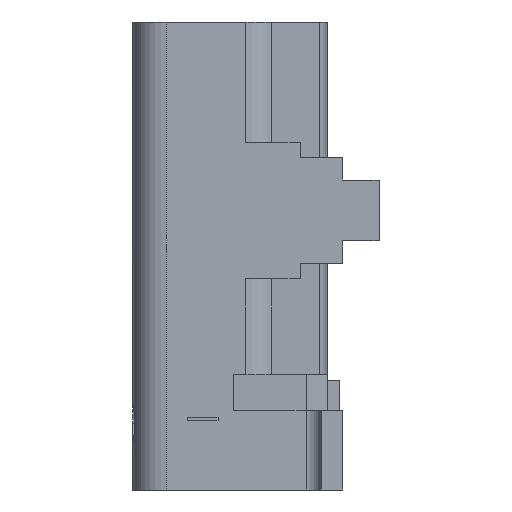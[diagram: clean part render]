
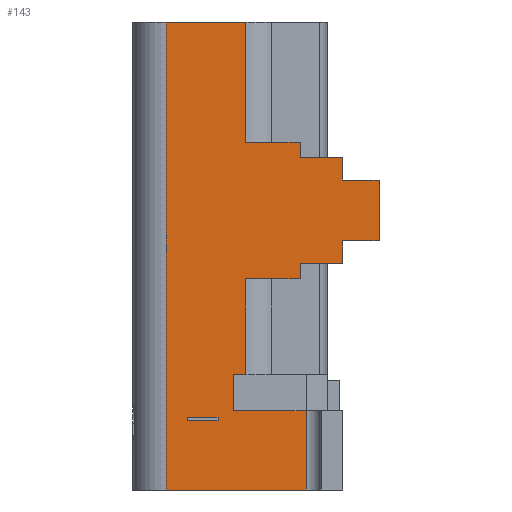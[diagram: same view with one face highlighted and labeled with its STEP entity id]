
A CAD part, left-side view. The second image highlights one B-rep face of the part: STEP entity #143.
In plain terms, the highlighted planar face has unit normal (-1, 0, 0).
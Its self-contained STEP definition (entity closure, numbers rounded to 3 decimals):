
#143=ADVANCED_FACE('',(#876,#877),#878,.T.);
#876=FACE_OUTER_BOUND('',#2240,.T.);
#877=FACE_BOUND('',#2241,.T.);
#878=PLANE('',#2242);
#2240=EDGE_LOOP('',(#4538,#4539,#4540,#4541,#4542,#4543,#4544,#4545,#4546,#4547,#4548,#4549,#4550,#4551,#4552,#4553,#4554,#4555,#4556,#4557));
#2241=EDGE_LOOP('',(#4558,#4559,#4560,#4561));
#2242=AXIS2_PLACEMENT_3D('',#4562,#4563,#4564);
#4538=ORIENTED_EDGE('',*,*,#9982,.F.);
#4539=ORIENTED_EDGE('',*,*,#9983,.F.);
#4540=ORIENTED_EDGE('',*,*,#9984,.F.);
#4541=ORIENTED_EDGE('',*,*,#9985,.F.);
#4542=ORIENTED_EDGE('',*,*,#9986,.F.);
#4543=ORIENTED_EDGE('',*,*,#9987,.F.);
#4544=ORIENTED_EDGE('',*,*,#9988,.F.);
#4545=ORIENTED_EDGE('',*,*,#9989,.F.);
#4546=ORIENTED_EDGE('',*,*,#9990,.F.);
#4547=ORIENTED_EDGE('',*,*,#9991,.F.);
#4548=ORIENTED_EDGE('',*,*,#9992,.F.);
#4549=ORIENTED_EDGE('',*,*,#9993,.F.);
#4550=ORIENTED_EDGE('',*,*,#9994,.F.);
#4551=ORIENTED_EDGE('',*,*,#9995,.F.);
#4552=ORIENTED_EDGE('',*,*,#9556,.F.);
#4553=ORIENTED_EDGE('',*,*,#9582,.T.);
#4554=ORIENTED_EDGE('',*,*,#9671,.F.);
#4555=ORIENTED_EDGE('',*,*,#9981,.T.);
#4556=ORIENTED_EDGE('',*,*,#9996,.F.);
#4557=ORIENTED_EDGE('',*,*,#9997,.T.);
#4558=ORIENTED_EDGE('',*,*,#9998,.T.);
#4559=ORIENTED_EDGE('',*,*,#9999,.F.);
#4560=ORIENTED_EDGE('',*,*,#10000,.T.);
#4561=ORIENTED_EDGE('',*,*,#10001,.T.);
#4562=CARTESIAN_POINT('',(-5.6,1.05,0.0));
#4563=DIRECTION('',(-1.0,0.0,0.0));
#4564=DIRECTION('',(0.0,0.0,1.0));
#9556=EDGE_CURVE('',#11496,#11497,#11498,.T.);
#9582=EDGE_CURVE('',#11496,#11547,#11549,.T.);
#9671=EDGE_CURVE('',#11715,#11547,#11717,.T.);
#9981=EDGE_CURVE('',#11715,#12278,#12280,.T.);
#9982=EDGE_CURVE('',#12281,#12282,#12283,.T.);
#9983=EDGE_CURVE('',#12284,#12281,#12285,.T.);
#9984=EDGE_CURVE('',#12286,#12284,#12287,.T.);
#9985=EDGE_CURVE('',#12288,#12286,#12289,.T.);
#9986=EDGE_CURVE('',#12290,#12288,#12291,.T.);
#9987=EDGE_CURVE('',#12292,#12290,#12293,.T.);
#9988=EDGE_CURVE('',#12294,#12292,#12295,.T.);
#9989=EDGE_CURVE('',#12296,#12294,#12297,.T.);
#9990=EDGE_CURVE('',#12298,#12296,#12299,.T.);
#9991=EDGE_CURVE('',#12300,#12298,#12301,.T.);
#9992=EDGE_CURVE('',#12302,#12300,#12303,.T.);
#9993=EDGE_CURVE('',#12304,#12302,#12305,.T.);
#9994=EDGE_CURVE('',#12306,#12304,#12307,.T.);
#9995=EDGE_CURVE('',#11497,#12306,#12308,.T.);
#9996=EDGE_CURVE('',#12309,#12278,#12310,.T.);
#9997=EDGE_CURVE('',#12309,#12282,#12311,.T.);
#9998=EDGE_CURVE('',#12312,#12313,#12314,.T.);
#9999=EDGE_CURVE('',#12315,#12313,#12316,.T.);
#10000=EDGE_CURVE('',#12315,#12317,#12318,.T.);
#10001=EDGE_CURVE('',#12317,#12312,#12319,.T.);
#11496=VERTEX_POINT('',#14721);
#11497=VERTEX_POINT('',#14722);
#11498=LINE('',#14723,#14724);
#11547=VERTEX_POINT('',#14785);
#11549=LINE('',#14787,#14788);
#11715=VERTEX_POINT('',#15041);
#11717=LINE('',#15043,#15044);
#12278=VERTEX_POINT('',#15961);
#12280=LINE('',#15963,#15964);
#12281=VERTEX_POINT('',#15965);
#12282=VERTEX_POINT('',#15966);
#12283=LINE('',#15967,#15968);
#12284=VERTEX_POINT('',#15969);
#12285=LINE('',#15970,#15971);
#12286=VERTEX_POINT('',#15972);
#12287=LINE('',#15973,#15974);
#12288=VERTEX_POINT('',#15975);
#12289=LINE('',#15976,#15977);
#12290=VERTEX_POINT('',#15978);
#12291=LINE('',#15979,#15980);
#12292=VERTEX_POINT('',#15981);
#12293=LINE('',#15982,#15983);
#12294=VERTEX_POINT('',#15984);
#12295=LINE('',#15985,#15986);
#12296=VERTEX_POINT('',#15987);
#12297=LINE('',#15988,#15989);
#12298=VERTEX_POINT('',#15990);
#12299=LINE('',#15991,#15992);
#12300=VERTEX_POINT('',#15993);
#12301=LINE('',#15994,#15995);
#12302=VERTEX_POINT('',#15996);
#12303=LINE('',#15997,#15998);
#12304=VERTEX_POINT('',#15999);
#12305=LINE('',#16000,#16001);
#12306=VERTEX_POINT('',#16002);
#12307=LINE('',#16003,#16004);
#12308=LINE('',#16005,#16006);
#12309=VERTEX_POINT('',#16007);
#12310=LINE('',#16008,#16009);
#12311=LINE('',#16010,#16011);
#12312=VERTEX_POINT('',#16012);
#12313=VERTEX_POINT('',#16013);
#12314=LINE('',#16014,#16015);
#12315=VERTEX_POINT('',#16016);
#12316=LINE('',#16017,#16018);
#12317=VERTEX_POINT('',#16019);
#12318=LINE('',#16020,#16021);
#12319=LINE('',#16022,#16023);
#14721=CARTESIAN_POINT('',(-5.6,1.05,0.0));
#14722=CARTESIAN_POINT('',(-5.6,-0.257,0.0));
#14723=CARTESIAN_POINT('',(-5.6,1.05,0.0));
#14724=VECTOR('',#19772,1.307);
#14785=CARTESIAN_POINT('',(-5.6,1.05,-7.7));
#14787=CARTESIAN_POINT('',(-5.6,1.05,0.0));
#14788=VECTOR('',#19824,7.7);
#15041=CARTESIAN_POINT('',(-5.6,-1.25,-7.7));
#15043=CARTESIAN_POINT('',(-5.6,-1.25,-7.7));
#15044=VECTOR('',#19958,2.3);
#15961=CARTESIAN_POINT('',(-5.6,-1.25,-6.4));
#15963=CARTESIAN_POINT('',(-5.6,-1.25,-7.7));
#15964=VECTOR('',#20315,1.3);
#15965=CARTESIAN_POINT('',(-5.6,-0.257,-5.8));
#15966=CARTESIAN_POINT('',(-5.6,-0.05,-5.8));
#15967=CARTESIAN_POINT('',(-5.6,-0.257,-5.8));
#15968=VECTOR('',#20316,0.207);
#15969=CARTESIAN_POINT('',(-5.6,-0.257,-4.225));
#15970=CARTESIAN_POINT('',(-5.6,-0.257,-4.225));
#15971=VECTOR('',#20317,1.575);
#15972=CARTESIAN_POINT('',(-5.6,-1.15,-4.225));
#15973=CARTESIAN_POINT('',(-5.6,-1.15,-4.225));
#15974=VECTOR('',#20318,0.893);
#15975=CARTESIAN_POINT('',(-5.6,-1.15,-3.975));
#15976=CARTESIAN_POINT('',(-5.6,-1.15,-3.975));
#15977=VECTOR('',#20319,0.25);
#15978=CARTESIAN_POINT('',(-5.6,-1.85,-3.975));
#15979=CARTESIAN_POINT('',(-5.6,-1.85,-3.975));
#15980=VECTOR('',#20320,0.7);
#15981=CARTESIAN_POINT('',(-5.6,-1.85,-3.6));
#15982=CARTESIAN_POINT('',(-5.6,-1.85,-3.6));
#15983=VECTOR('',#20321,0.375);
#15984=CARTESIAN_POINT('',(-5.6,-2.45,-3.6));
#15985=CARTESIAN_POINT('',(-5.6,-2.45,-3.6));
#15986=VECTOR('',#20322,0.6);
#15987=CARTESIAN_POINT('',(-5.6,-2.45,-2.6));
#15988=CARTESIAN_POINT('',(-5.6,-2.45,-2.6));
#15989=VECTOR('',#20323,1.0);
#15990=CARTESIAN_POINT('',(-5.6,-1.85,-2.6));
#15991=CARTESIAN_POINT('',(-5.6,-1.85,-2.6));
#15992=VECTOR('',#20324,0.6);
#15993=CARTESIAN_POINT('',(-5.6,-1.85,-2.225));
#15994=CARTESIAN_POINT('',(-5.6,-1.85,-2.225));
#15995=VECTOR('',#20325,0.375);
#15996=CARTESIAN_POINT('',(-5.6,-1.15,-2.225));
#15997=CARTESIAN_POINT('',(-5.6,-1.15,-2.225));
#15998=VECTOR('',#20326,0.7);
#15999=CARTESIAN_POINT('',(-5.6,-1.15,-1.975));
#16000=CARTESIAN_POINT('',(-5.6,-1.15,-1.975));
#16001=VECTOR('',#20327,0.25);
#16002=CARTESIAN_POINT('',(-5.6,-0.257,-1.975));
#16003=CARTESIAN_POINT('',(-5.6,-0.257,-1.975));
#16004=VECTOR('',#20328,0.893);
#16005=CARTESIAN_POINT('',(-5.6,-0.257,0.0));
#16006=VECTOR('',#20329,1.975);
#16007=CARTESIAN_POINT('',(-5.6,-0.05,-6.4));
#16008=CARTESIAN_POINT('',(-5.6,-0.05,-6.4));
#16009=VECTOR('',#20330,1.2);
#16010=CARTESIAN_POINT('',(-5.6,-0.05,-6.4));
#16011=VECTOR('',#20331,0.6);
#16012=CARTESIAN_POINT('',(-5.6,0.7,-6.5));
#16013=CARTESIAN_POINT('',(-5.6,0.2,-6.5));
#16014=CARTESIAN_POINT('',(-5.6,0.7,-6.5));
#16015=VECTOR('',#20332,0.5);
#16016=CARTESIAN_POINT('',(-5.6,0.2,-6.55));
#16017=CARTESIAN_POINT('',(-5.6,0.2,-6.55));
#16018=VECTOR('',#20333,0.05);
#16019=CARTESIAN_POINT('',(-5.6,0.7,-6.55));
#16020=CARTESIAN_POINT('',(-5.6,0.2,-6.55));
#16021=VECTOR('',#20334,0.5);
#16022=CARTESIAN_POINT('',(-5.6,0.7,-6.55));
#16023=VECTOR('',#20335,0.05);
#19772=DIRECTION('',(0.0,-1.0,0.0));
#19824=DIRECTION('',(0.0,0.0,-1.0));
#19958=DIRECTION('',(0.0,1.0,0.0));
#20315=DIRECTION('',(0.0,0.0,1.0));
#20316=DIRECTION('',(0.0,1.0,0.0));
#20317=DIRECTION('',(0.0,0.0,-1.0));
#20318=DIRECTION('',(0.0,1.0,0.0));
#20319=DIRECTION('',(0.0,0.0,-1.0));
#20320=DIRECTION('',(0.0,1.0,0.0));
#20321=DIRECTION('',(0.0,0.0,-1.0));
#20322=DIRECTION('',(0.0,1.0,0.0));
#20323=DIRECTION('',(0.0,0.0,-1.0));
#20324=DIRECTION('',(0.0,-1.0,0.0));
#20325=DIRECTION('',(0.0,0.0,-1.0));
#20326=DIRECTION('',(0.0,-1.0,0.0));
#20327=DIRECTION('',(0.0,0.0,-1.0));
#20328=DIRECTION('',(0.0,-1.0,0.0));
#20329=DIRECTION('',(0.0,0.0,-1.0));
#20330=DIRECTION('',(0.0,-1.0,0.0));
#20331=DIRECTION('',(0.0,0.0,1.0));
#20332=DIRECTION('',(0.0,-1.0,0.0));
#20333=DIRECTION('',(0.,0.0,1.0));
#20334=DIRECTION('',(0.0,1.0,0.0));
#20335=DIRECTION('',(0.,0.0,1.0));
